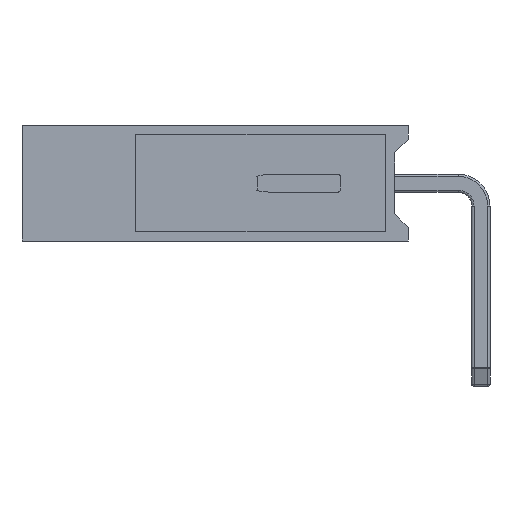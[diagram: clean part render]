
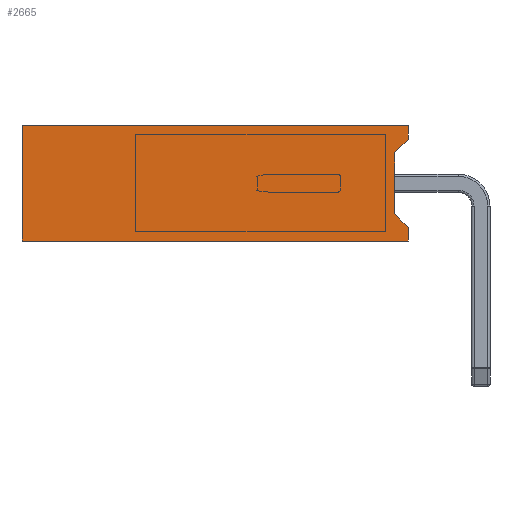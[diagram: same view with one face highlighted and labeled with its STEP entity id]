
A CAD part, left-side view. The second image highlights one B-rep face of the part: STEP entity #2665.
In plain terms, the highlighted planar face has unit normal (-1, 0, 0).
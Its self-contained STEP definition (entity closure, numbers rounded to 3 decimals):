
#158=PLANE('',#2903);
#233=FACE_OUTER_BOUND('',#396,.T.);
#396=EDGE_LOOP('',(#1765,#1766,#1767,#1768,#1769,#1770,#1771,#1772));
#563=LINE('',#4187,#761);
#567=LINE('',#4195,#765);
#573=LINE('',#4210,#771);
#584=LINE('',#4230,#782);
#585=LINE('',#4233,#783);
#588=LINE('',#4239,#786);
#589=LINE('',#4241,#787);
#590=LINE('',#4242,#788);
#761=VECTOR('',#3299,10.);
#765=VECTOR('',#3305,10.);
#771=VECTOR('',#3317,10.);
#782=VECTOR('',#3334,10.);
#783=VECTOR('',#3337,10.);
#786=VECTOR('',#3342,10.);
#787=VECTOR('',#3343,10.);
#788=VECTOR('',#3344,10.);
#1115=VERTEX_POINT('',#4185);
#1116=VERTEX_POINT('',#4186);
#1119=VERTEX_POINT('',#4194);
#1125=VERTEX_POINT('',#4209);
#1131=VERTEX_POINT('',#4228);
#1132=VERTEX_POINT('',#4232);
#1134=VERTEX_POINT('',#4238);
#1135=VERTEX_POINT('',#4240);
#1339=EDGE_CURVE('',#1115,#1116,#563,.T.);
#1343=EDGE_CURVE('',#1119,#1116,#567,.T.);
#1351=EDGE_CURVE('',#1119,#1125,#573,.T.);
#1362=EDGE_CURVE('',#1115,#1131,#584,.T.);
#1363=EDGE_CURVE('',#1132,#1125,#585,.T.);
#1366=EDGE_CURVE('',#1131,#1134,#588,.T.);
#1367=EDGE_CURVE('',#1135,#1134,#589,.T.);
#1368=EDGE_CURVE('',#1132,#1135,#590,.T.);
#1765=ORIENTED_EDGE('',*,*,#1343,.T.);
#1766=ORIENTED_EDGE('',*,*,#1339,.F.);
#1767=ORIENTED_EDGE('',*,*,#1362,.T.);
#1768=ORIENTED_EDGE('',*,*,#1366,.T.);
#1769=ORIENTED_EDGE('',*,*,#1367,.F.);
#1770=ORIENTED_EDGE('',*,*,#1368,.F.);
#1771=ORIENTED_EDGE('',*,*,#1363,.T.);
#1772=ORIENTED_EDGE('',*,*,#1351,.F.);
#2665=ADVANCED_FACE('',(#233),#158,.T.);
#2903=AXIS2_PLACEMENT_3D('',#4237,#3340,#3341);
#3299=DIRECTION('',(0.,0.707,-0.707));
#3305=DIRECTION('',(0.,0.,1.));
#3317=DIRECTION('',(0.,-0.707,-0.707));
#3334=DIRECTION('',(0.,0.,1.));
#3337=DIRECTION('',(0.,0.,1.));
#3340=DIRECTION('center_axis',(-1.,0.,0.));
#3341=DIRECTION('ref_axis',(0.,0.,
1.));
#3342=DIRECTION('',(0.,1.,0.));
#3343=DIRECTION('',(0.,0.,1.));
#3344=DIRECTION('',(0.,1.,0.));
#4185=CARTESIAN_POINT('',(-1.27,1.6,2.24));
#4186=CARTESIAN_POINT('',(-1.27,1.9,1.94));
#4187=CARTESIAN_POINT('',(-1.27,2.235,1.605));
#4194=CARTESIAN_POINT('',(-1.27,1.9,0.6));
#4195=CARTESIAN_POINT('',(-1.27,1.9,0.635));
#4209=CARTESIAN_POINT('',(-1.27,1.6,0.3));
#4210=CARTESIAN_POINT('',(-1.27,1.6,0.3));
#4228=CARTESIAN_POINT('',(-1.27,1.6,2.54));
#4230=CARTESIAN_POINT('',(-1.27,1.6,0.));
#4232=CARTESIAN_POINT('',(-1.27,1.6,0.));
#4233=CARTESIAN_POINT('',(-1.27,1.6,0.));
#4237=CARTESIAN_POINT('Origin',(-1.27,1.6,0.));
#4238=CARTESIAN_POINT('',(-1.27,10.1,2.54));
#4239=CARTESIAN_POINT('',(-1.27,1.6,2.54));
#4240=CARTESIAN_POINT('',(-1.27,10.1,0.));
#4241=CARTESIAN_POINT('',(-1.27,10.1,0.));
#4242=CARTESIAN_POINT('',(-1.27,1.6,0.));
